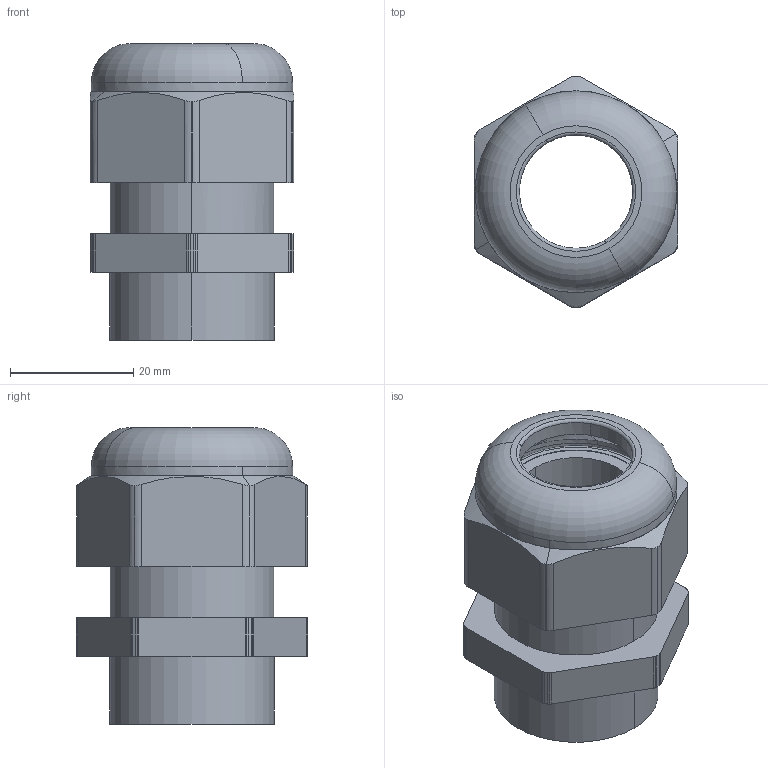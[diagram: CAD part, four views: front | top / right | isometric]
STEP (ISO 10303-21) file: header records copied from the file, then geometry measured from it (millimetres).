
FILE_DESCRIPTION(('CATIA V5 STEP Exchange','CAx-IF Rec.Pracs.--- Model Styling and Organization---1.4--- 2014-01-23'),'2;1');
FILE_NAME ('D1452851_1_1569020000_1569020000.stp','2024-02-13T11:05:05+00:00',('none'),('Weidmueller'),'CATIA Version 5-6 Release 2016 SP3 HF44','CATIA V5 STEP AP214','none');
FILE_SCHEMA(('AUTOMOTIVE_DESIGN { 1 0 10303 214 1 1 1 1 }'));
Length unit declared in the file: millimetre
Products named in the file (1): VG_21
Bounding box: 33 x 37.43 x 48 mm (x, y, z)
Volume: 17322.9 mm3; surface area: 13005.9 mm2
Topology: 2 solids, 3 shells, 114 faces, 302 edges, 200 vertices
Faces by surface type: cylinder 62, plane 36, cone 8, torus 8
Entity records: 3868 total; most frequent: CARTESIAN_POINT 1011, ORIENTED_EDGE 604, DIRECTION 461, EDGE_CURVE 302, AXIS2_PLACEMENT_3D 221, VERTEX_POINT 200, VECTOR 132, LINE 132
